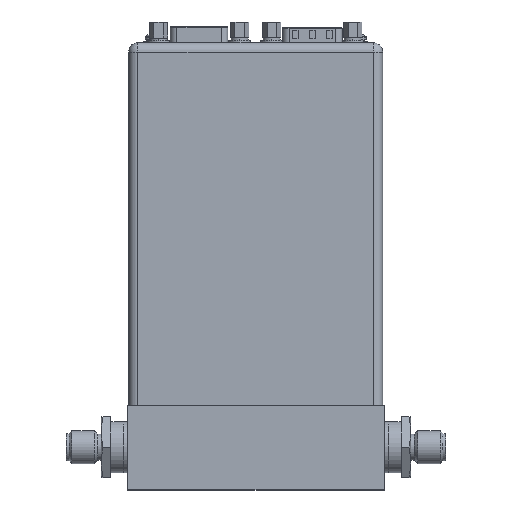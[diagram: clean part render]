
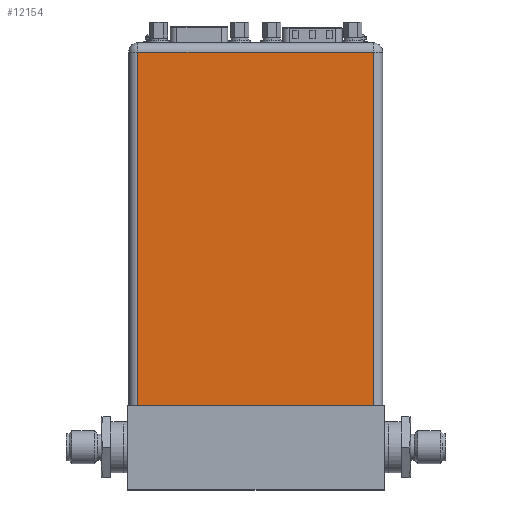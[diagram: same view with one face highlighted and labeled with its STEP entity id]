
A CAD part, top view. The second image highlights one B-rep face of the part: STEP entity #12154.
In plain terms, the highlighted planar face has unit normal (0, 0, 1).
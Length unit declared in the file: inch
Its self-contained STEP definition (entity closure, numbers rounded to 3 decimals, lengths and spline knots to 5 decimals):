
#9064=DIRECTION('',(1.,0.,0.));
#9065=VECTOR('',#9064,2.757);
#9066=CARTESIAN_POINT('',(-1.3785,0.,1.425));
#9067=LINE('',#9066,#9065);
#10444=DIRECTION('',(0.,-1.,0.));
#10445=VECTOR('',#10444,4.141);
#10446=CARTESIAN_POINT('',(1.3785,4.141,1.425));
#10447=LINE('',#10446,#10445);
#10451=DIRECTION('',(0.,-1.,0.));
#10452=VECTOR('',#10451,4.141);
#10453=CARTESIAN_POINT('',(-1.3785,4.141,1.425));
#10454=LINE('',#10453,#10452);
#10458=DIRECTION('',(1.,0.,0.));
#10459=VECTOR('',#10458,2.757);
#10460=CARTESIAN_POINT('',(-1.3785,4.141,1.425));
#10461=LINE('',#10460,#10459);
#10801=CARTESIAN_POINT('',(1.3785,0.,1.425));
#10803=VERTEX_POINT('',#10801);
#10804=CARTESIAN_POINT('',(1.3785,4.141,1.425));
#10805=VERTEX_POINT('',#10804);
#10816=CARTESIAN_POINT('',(-1.3785,0.,1.425));
#10818=VERTEX_POINT('',#10816);
#10820=CARTESIAN_POINT('',(-1.3785,4.141,1.425));
#10821=VERTEX_POINT('',#10820);
#12142=CARTESIAN_POINT('',(-1.4875,0.,1.425));
#12143=DIRECTION('',(0.,0.,1.));
#12144=DIRECTION('',(1.,0.,0.));
#12145=AXIS2_PLACEMENT_3D('',#12142,#12143,#12144);
#12146=PLANE('',#12145);
#12147=ORIENTED_EDGE('',*,*,#12135,.T.);
#12148=ORIENTED_EDGE('',*,*,#11043,.F.);
#12150=ORIENTED_EDGE('',*,*,#12149,.F.);
#12151=ORIENTED_EDGE('',*,*,#11780,.T.);
#12152=EDGE_LOOP('',(#12147,#12148,#12150,#12151));
#12153=FACE_OUTER_BOUND('',#12152,.F.);
#12154=ADVANCED_FACE('',(#12153),#12146,.T.);
#11043=EDGE_CURVE('',#10818,#10803,#9067,.T.);
#11780=EDGE_CURVE('',#10821,#10805,#10461,.T.);
#12135=EDGE_CURVE('',#10805,#10803,#10447,.T.);
#12149=EDGE_CURVE('',#10821,#10818,#10454,.T.);
